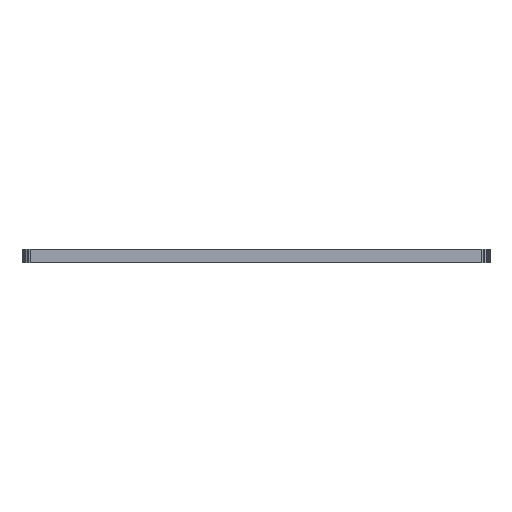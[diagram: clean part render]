
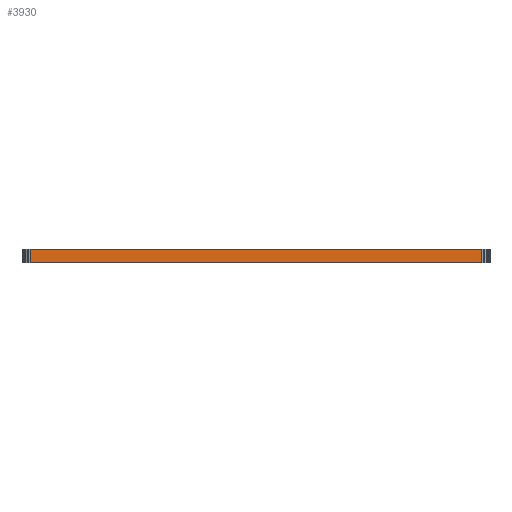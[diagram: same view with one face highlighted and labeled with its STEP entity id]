
A CAD part, front view. The second image highlights one B-rep face of the part: STEP entity #3930.
In plain terms, the highlighted planar face has unit normal (0, -1, 0).
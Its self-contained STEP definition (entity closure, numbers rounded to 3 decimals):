
#230 = VERTEX_POINT('',#231);
#231 = CARTESIAN_POINT('',(117.186,-120.604,0.));
#237 = EDGE_CURVE('',#230,#238,#240,.T.);
#238 = VERTEX_POINT('',#239);
#239 = CARTESIAN_POINT('',(62.067,-120.604,0.));
#240 = LINE('',#241,#242);
#241 = CARTESIAN_POINT('',(117.186,-120.604,0.));
#242 = VECTOR('',#243,1.);
#243 = DIRECTION('',(-1.,0.,0.));
#1889 = VERTEX_POINT('',#1890);
#1890 = CARTESIAN_POINT('',(117.186,-120.604,1.6));
#1896 = EDGE_CURVE('',#1889,#1897,#1899,.T.);
#1897 = VERTEX_POINT('',#1898);
#1898 = CARTESIAN_POINT('',(62.067,-120.604,1.6));
#1899 = LINE('',#1900,#1901);
#1900 = CARTESIAN_POINT('',(117.186,-120.604,1.6));
#1901 = VECTOR('',#1902,1.);
#1902 = DIRECTION('',(-1.,0.,0.));
#3902 = EDGE_CURVE('',#230,#1889,#3903,.T.);
#3903 = LINE('',#3904,#3905);
#3904 = CARTESIAN_POINT('',(117.186,-120.604,0.));
#3905 = VECTOR('',#3906,1.);
#3906 = DIRECTION('',(0.,0.,1.));
#3930 = ADVANCED_FACE('',(#3931),#3942,.T.);
#3931 = FACE_BOUND('',#3932,.T.);
#3932 = EDGE_LOOP('',(#3933,#3934,#3935,#3941));
#3933 = ORIENTED_EDGE('',*,*,#3902,.T.);
#3934 = ORIENTED_EDGE('',*,*,#1896,.T.);
#3935 = ORIENTED_EDGE('',*,*,#3936,.F.);
#3936 = EDGE_CURVE('',#238,#1897,#3937,.T.);
#3937 = LINE('',#3938,#3939);
#3938 = CARTESIAN_POINT('',(62.067,-120.604,0.));
#3939 = VECTOR('',#3940,1.);
#3940 = DIRECTION('',(0.,0.,1.));
#3941 = ORIENTED_EDGE('',*,*,#237,.F.);
#3942 = PLANE('',#3943);
#3943 = AXIS2_PLACEMENT_3D('',#3944,#3945,#3946);
#3944 = CARTESIAN_POINT('',(117.186,-120.604,0.));
#3945 = DIRECTION('',(0.,-1.,0.));
#3946 = DIRECTION('',(-1.,0.,0.));
